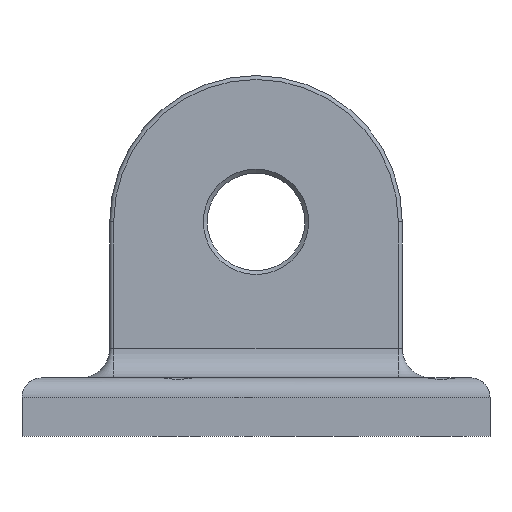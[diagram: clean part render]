
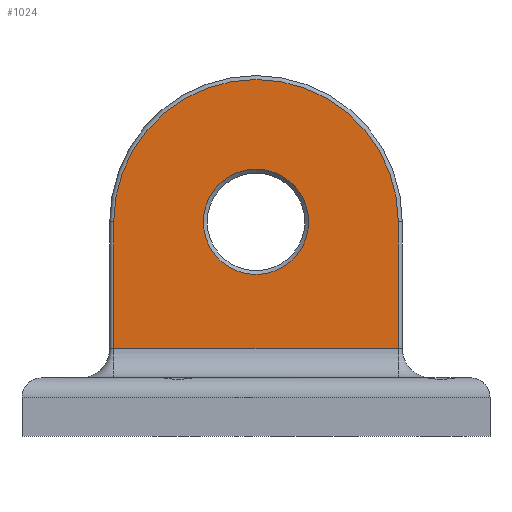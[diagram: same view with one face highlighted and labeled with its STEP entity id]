
A CAD part, front view. The second image highlights one B-rep face of the part: STEP entity #1024.
In plain terms, the highlighted planar face has unit normal (0, -1, 0).
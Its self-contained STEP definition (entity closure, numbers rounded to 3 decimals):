
#60=FACE_BOUND('',#187,.T.);
#73=PLANE('',#1167);
#118=FACE_OUTER_BOUND('',#186,.T.);
#186=EDGE_LOOP('',(#883,#884,#885,#886));
#187=EDGE_LOOP('',(#887));
#247=LINE('',#1778,#315);
#253=LINE('',#1797,#321);
#262=LINE('',#1825,#330);
#315=VECTOR('',#1414,10.);
#321=VECTOR('',#1434,10.);
#330=VECTOR('',#1469,10.);
#401=CIRCLE('',#1168,7.3);
#402=CIRCLE('',#1169,2.7);
#474=VERTEX_POINT('',#1747);
#481=VERTEX_POINT('',#1774);
#487=VERTEX_POINT('',#1796);
#493=VERTEX_POINT('',#1823);
#494=VERTEX_POINT('',#1828);
#605=EDGE_CURVE('',#481,#474,#247,.T.);
#614=EDGE_CURVE('',#474,#487,#253,.T.);
#628=EDGE_CURVE('',#493,#481,#262,.T.);
#629=EDGE_CURVE('',#487,#493,#401,.T.);
#630=EDGE_CURVE('',#494,#494,#402,.T.);
#883=ORIENTED_EDGE('',*,*,#605,.F.);
#884=ORIENTED_EDGE('',*,*,#628,.F.);
#885=ORIENTED_EDGE('',*,*,#629,.F.);
#886=ORIENTED_EDGE('',*,*,#614,.F.);
#887=ORIENTED_EDGE('',*,*,#630,.F.);
#1024=ADVANCED_FACE('',(#118,#60),#73,.F.);
#1167=AXIS2_PLACEMENT_3D('',#1826,#1470,#1471);
#1168=AXIS2_PLACEMENT_3D('',#1827,#1472,#1473);
#1169=AXIS2_PLACEMENT_3D('',#1829,#1474,#1475);
#1414=DIRECTION('',(-1.,0.,0.));
#1434=DIRECTION('',(0.,0.,1.));
#1469=DIRECTION('',(0.,0.,-1.));
#1470=DIRECTION('center_axis',(0.,1.,0.));
#1471=DIRECTION('ref_axis',(0.,0.,1.));
#1472=DIRECTION('center_axis',(0.,1.,0.));
#1473=DIRECTION('ref_axis',(0.,0.,1.));
#1474=DIRECTION('center_axis',(0.,-1.,0.));
#1475=DIRECTION('ref_axis',(-1.,0.,0.));
#1747=CARTESIAN_POINT('',(-7.3,-20.,15.5));
#1774=CARTESIAN_POINT('',(7.3,-20.,15.5));
#1778=CARTESIAN_POINT('',(0.,-20.,15.5));
#1796=CARTESIAN_POINT('',(-7.3,-20.,22.));
#1797=CARTESIAN_POINT('',(-7.3,-20.,10.875));
#1823=CARTESIAN_POINT('',(7.3,-20.,22.));
#1825=CARTESIAN_POINT('',(7.3,-20.,10.875));
#1826=CARTESIAN_POINT('Origin',(0.,-20.,21.75));
#1827=CARTESIAN_POINT('Origin',(0.,-20.,22.));
#1828=CARTESIAN_POINT('',(2.7,-20.,22.));
#1829=CARTESIAN_POINT('Origin',(0.,-20.,22.));
